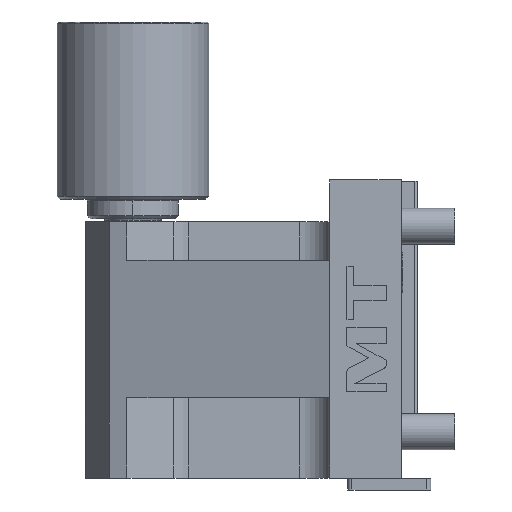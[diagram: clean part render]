
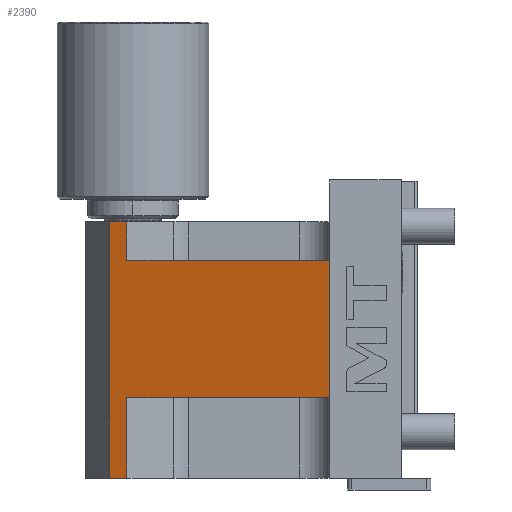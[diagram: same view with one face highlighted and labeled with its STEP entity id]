
A CAD part, front view. The second image highlights one B-rep face of the part: STEP entity #2390.
In plain terms, the highlighted planar face has unit normal (-0.309, -0.951, 0).
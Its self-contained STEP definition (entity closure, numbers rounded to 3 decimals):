
#115=DIRECTION('',(0.951,-0.309,0.));
#116=VECTOR('',#115,6.234);
#117=CARTESIAN_POINT('',(-97.929,-22.979,-50.));
#118=LINE('',#117,#116);
#267=DIRECTION('',(0.,0.,1.));
#268=VECTOR('',#267,46.);
#269=CARTESIAN_POINT('',(-24.,-47.,-23.));
#270=LINE('',#269,#268);
#397=DIRECTION('',(-0.951,0.309,0.));
#398=VECTOR('',#397,71.499);
#399=CARTESIAN_POINT('',(-24.,-47.,23.));
#400=LINE('',#399,#398);
#401=DIRECTION('',(0.951,-0.309,0.));
#402=VECTOR('',#401,71.499);
#403=CARTESIAN_POINT('',(-92.,-24.905,-23.));
#404=LINE('',#403,#402);
#405=DIRECTION('',(0.,0.,1.));
#406=VECTOR('',#405,27.);
#407=CARTESIAN_POINT('',(-92.,-24.905,-50.));
#408=LINE('',#407,#406);
#409=DIRECTION('',(0.,0.,1.));
#410=VECTOR('',#409,86.);
#411=CARTESIAN_POINT('',(-97.929,-22.979,-50.));
#412=LINE('',#411,#410);
#413=DIRECTION('',(0.951,-0.309,0.));
#414=VECTOR('',#413,6.234);
#415=CARTESIAN_POINT('',(-97.929,-22.979,36.));
#416=LINE('',#415,#414);
#417=DIRECTION('',(0.,0.,-1.));
#418=VECTOR('',#417,13.);
#419=CARTESIAN_POINT('',(-92.,-24.905,36.));
#420=LINE('',#419,#418);
#1587=CARTESIAN_POINT('',(-92.,-24.905,-23.));
#1588=CARTESIAN_POINT('',(-24.,-47.,-23.));
#1589=VERTEX_POINT('',#1587);
#1590=VERTEX_POINT('',#1588);
#1597=CARTESIAN_POINT('',(-97.929,-22.979,-50.));
#1598=VERTEX_POINT('',#1597);
#1605=CARTESIAN_POINT('',(-97.929,-22.979,36.));
#1606=VERTEX_POINT('',#1605);
#1611=CARTESIAN_POINT('',(-92.,-24.905,-50.));
#1613=VERTEX_POINT('',#1611);
#1633=CARTESIAN_POINT('',(-24.,-47.,23.));
#1634=CARTESIAN_POINT('',(-92.,-24.905,23.));
#1635=VERTEX_POINT('',#1633);
#1636=VERTEX_POINT('',#1634);
#1637=CARTESIAN_POINT('',(-92.,-24.905,36.));
#1638=VERTEX_POINT('',#1637);
#2370=CARTESIAN_POINT('',(-97.929,-22.979,-50.));
#2371=DIRECTION('',(-0.309,-0.951,0.));
#2372=DIRECTION('',(0.951,-0.309,0.));
#2373=AXIS2_PLACEMENT_3D('',#2370,#2371,#2372);
#2374=PLANE('',#2373);
#2376=ORIENTED_EDGE('',*,*,#2375,.F.);
#2377=ORIENTED_EDGE('',*,*,#2233,.F.);
#2379=ORIENTED_EDGE('',*,*,#2378,.F.);
#2380=ORIENTED_EDGE('',*,*,#2362,.F.);
#2381=ORIENTED_EDGE('',*,*,#2104,.F.);
#2383=ORIENTED_EDGE('',*,*,#2382,.T.);
#2385=ORIENTED_EDGE('',*,*,#2384,.T.);
#2387=ORIENTED_EDGE('',*,*,#2386,.T.);
#2388=EDGE_LOOP('',(#2376,#2377,#2379,#2380,#2381,#2383,#2385,#2387));
#2389=FACE_OUTER_BOUND('',#2388,.F.);
#2390=ADVANCED_FACE('',(#2389),#2374,.T.);
#2104=EDGE_CURVE('',#1598,#1613,#118,.T.);
#2233=EDGE_CURVE('',#1590,#1635,#270,.T.);
#2362=EDGE_CURVE('',#1613,#1589,#408,.T.);
#2375=EDGE_CURVE('',#1635,#1636,#400,.T.);
#2378=EDGE_CURVE('',#1589,#1590,#404,.T.);
#2382=EDGE_CURVE('',#1598,#1606,#412,.T.);
#2384=EDGE_CURVE('',#1606,#1638,#416,.T.);
#2386=EDGE_CURVE('',#1638,#1636,#420,.T.);
